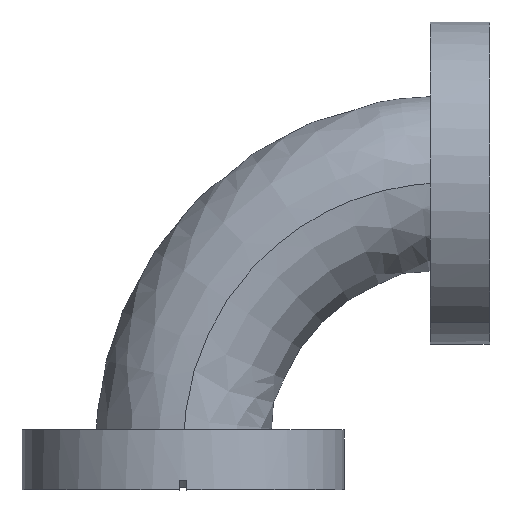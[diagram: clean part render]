
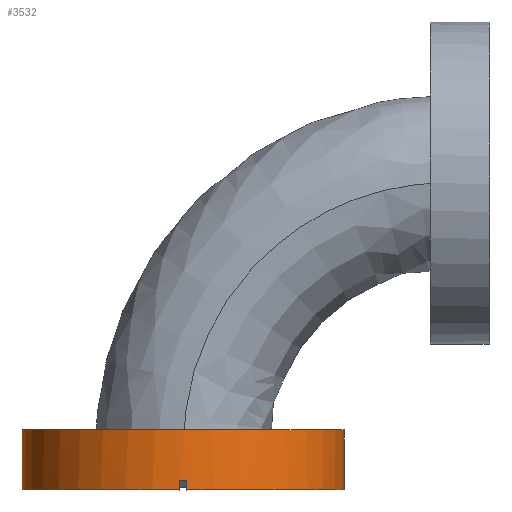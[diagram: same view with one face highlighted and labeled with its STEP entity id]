
A CAD part, top view. The second image highlights one B-rep face of the part: STEP entity #3532.
In plain terms, the highlighted cylindrical face has radius 35 mm (diameter 70 mm), a partial arc.
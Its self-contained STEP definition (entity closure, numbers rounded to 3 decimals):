
#73 = ORIENTED_EDGE ( 'NONE', *, *, #9895, .T. ) ;
#249 = EDGE_CURVE ( 'NONE', #9758, #3141, #2242, .T. ) ;
#265 = EDGE_CURVE ( 'NONE', #1965, #8976, #4672, .T. ) ;
#436 = DIRECTION ( 'NONE',  ( 1., 0., 0. ) ) ;
#487 = DIRECTION ( 'NONE',  ( 0., 0., 1. ) ) ;
#510 = CARTESIAN_POINT ( 'NONE',  ( 0.75, -34.992, 7.6 ) ) ;
#684 = CARTESIAN_POINT ( 'NONE',  ( 0., 0., 7.6 ) ) ;
#1102 = AXIS2_PLACEMENT_3D ( 'NONE', #684, #5840, #4112 ) ;
#1202 = VERTEX_POINT ( 'NONE', #9557 ) ;
#1512 = DIRECTION ( 'NONE',  ( 1., 0., 0. ) ) ;
#1566 = CARTESIAN_POINT ( 'NONE',  ( 35., 0., -5.4 ) ) ;
#1640 = ORIENTED_EDGE ( 'NONE', *, *, #2640, .T. ) ;
#1671 = EDGE_CURVE ( 'NONE', #3355, #1202, #3027, .T. ) ;
#1771 = CARTESIAN_POINT ( 'NONE',  ( -0.75, -34.992, 5.6 ) ) ;
#1965 = VERTEX_POINT ( 'NONE', #1771 ) ;
#2231 = ORIENTED_EDGE ( 'NONE', *, *, #249, .F. ) ;
#2242 = LINE ( 'NONE', #4935, #5199 ) ;
#2468 = DIRECTION ( 'NONE',  ( 1., 0., 0. ) ) ;
#2600 = CARTESIAN_POINT ( 'NONE',  ( 0.75, -34.992, 0. ) ) ;
#2640 = EDGE_CURVE ( 'NONE', #7072, #8976, #7927, .T. ) ;
#2895 = AXIS2_PLACEMENT_3D ( 'NONE', #10789, #487, #436 ) ;
#3027 = LINE ( 'NONE', #8803, #7656 ) ;
#3141 = VERTEX_POINT ( 'NONE', #8200 ) ;
#3151 = DIRECTION ( 'NONE',  ( 0., 0., 1. ) ) ;
#3247 = DIRECTION ( 'NONE',  ( 0., 0., 1. ) ) ;
#3355 = VERTEX_POINT ( 'NONE', #1566 ) ;
#3416 = CARTESIAN_POINT ( 'NONE',  ( -0.75, -34.992, 7.6 ) ) ;
#3532 = ADVANCED_FACE ( 'NONE', ( #9083 ), #4838, .T. ) ;
#3928 = DIRECTION ( 'NONE',  ( 1., 0., 0. ) ) ;
#3939 = DIRECTION ( 'NONE',  ( 0., 0., 1. ) ) ;
#4091 = CARTESIAN_POINT ( 'NONE',  ( 0., 0., 5.6 ) ) ;
#4112 = DIRECTION ( 'NONE',  ( 1., 0., 0. ) ) ;
#4672 = CIRCLE ( 'NONE', #10916, 35. ) ;
#4798 = VERTEX_POINT ( 'NONE', #3416 ) ;
#4838 = CYLINDRICAL_SURFACE ( 'NONE', #5304, 35. ) ;
#4935 = CARTESIAN_POINT ( 'NONE',  ( -35., 0., 0. ) ) ;
#5199 = VECTOR ( 'NONE', #5768, 1000. ) ;
#5304 = AXIS2_PLACEMENT_3D ( 'NONE', #6718, #3939, #1512 ) ;
#5389 = AXIS2_PLACEMENT_3D ( 'NONE', #5883, #3247, #2468 ) ;
#5517 = VECTOR ( 'NONE', #10314, 1000. ) ;
#5768 = DIRECTION ( 'NONE',  ( 0., 0., 1. ) ) ;
#5840 = DIRECTION ( 'NONE',  ( 0., 0., 1. ) ) ;
#5855 = CARTESIAN_POINT ( 'NONE',  ( 0.75, -34.992, 5.6 ) ) ;
#5883 = CARTESIAN_POINT ( 'NONE',  ( 0., 0., 7.6 ) ) ;
#6130 = EDGE_CURVE ( 'NONE', #9758, #3355, #7368, .T. ) ;
#6718 = CARTESIAN_POINT ( 'NONE',  ( 0., 0., 0. ) ) ;
#6831 = CIRCLE ( 'NONE', #1102, 35. ) ;
#7072 = VERTEX_POINT ( 'NONE', #510 ) ;
#7368 = CIRCLE ( 'NONE', #2895, 35. ) ;
#7549 = CIRCLE ( 'NONE', #5389, 35. ) ;
#7579 = ORIENTED_EDGE ( 'NONE', *, *, #10230, .F. ) ;
#7580 = ORIENTED_EDGE ( 'NONE', *, *, #1671, .T. ) ;
#7656 = VECTOR ( 'NONE', #10641, 1000. ) ;
#7927 = LINE ( 'NONE', #2600, #5517 ) ;
#8200 = CARTESIAN_POINT ( 'NONE',  ( -35., 0., 7.6 ) ) ;
#8204 = EDGE_CURVE ( 'NONE', #3141, #4798, #7549, .T. ) ;
#8530 = EDGE_LOOP ( 'NONE', ( #2231, #10480, #7580, #7579, #1640, #9794, #73, #10759 ) ) ;
#8803 = CARTESIAN_POINT ( 'NONE',  ( 35., 0., 0. ) ) ;
#8976 = VERTEX_POINT ( 'NONE', #5855 ) ;
#9083 = FACE_OUTER_BOUND ( 'NONE', #8530, .T. ) ;
#9093 = CARTESIAN_POINT ( 'NONE',  ( -35., 0., -5.4 ) ) ;
#9557 = CARTESIAN_POINT ( 'NONE',  ( 35., 0., 7.6 ) ) ;
#9758 = VERTEX_POINT ( 'NONE', #9093 ) ;
#9794 = ORIENTED_EDGE ( 'NONE', *, *, #265, .F. ) ;
#9823 = LINE ( 'NONE', #10826, #10222 ) ;
#9895 = EDGE_CURVE ( 'NONE', #1965, #4798, #9823, .T. ) ;
#10222 = VECTOR ( 'NONE', #3151, 1000. ) ;
#10230 = EDGE_CURVE ( 'NONE', #7072, #1202, #6831, .T. ) ;
#10314 = DIRECTION ( 'NONE',  ( 0., 0., -1. ) ) ;
#10480 = ORIENTED_EDGE ( 'NONE', *, *, #6130, .T. ) ;
#10641 = DIRECTION ( 'NONE',  ( 0., 0., 1. ) ) ;
#10697 = DIRECTION ( 'NONE',  ( 0., 0., 1. ) ) ;
#10759 = ORIENTED_EDGE ( 'NONE', *, *, #8204, .F. ) ;
#10789 = CARTESIAN_POINT ( 'NONE',  ( 0., 0., -5.4 ) ) ;
#10826 = CARTESIAN_POINT ( 'NONE',  ( -0.75, -34.992, 0. ) ) ;
#10916 = AXIS2_PLACEMENT_3D ( 'NONE', #4091, #10697, #3928 ) ;
